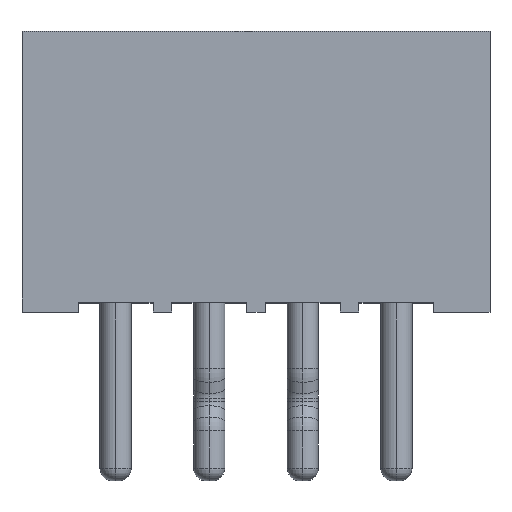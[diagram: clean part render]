
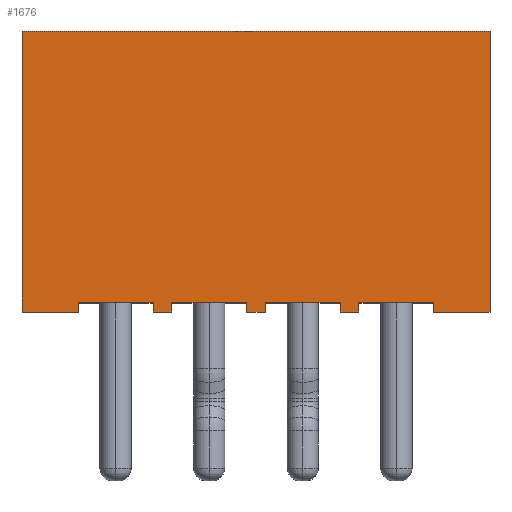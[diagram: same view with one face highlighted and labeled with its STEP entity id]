
A CAD part, top view. The second image highlights one B-rep face of the part: STEP entity #1676.
In plain terms, the highlighted planar face has unit normal (0, 0, 1).
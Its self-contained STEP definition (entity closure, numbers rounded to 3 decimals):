
#19 = DIRECTION ( 'NONE',  ( 0., 0., -1. ) ) ;
#32 = DIRECTION ( 'NONE',  ( 0., 1., 0. ) ) ;
#76 = ORIENTED_EDGE ( 'NONE', *, *, #2547, .T. ) ;
#79 = DIRECTION ( 'NONE',  ( 1., 0., 0. ) ) ;
#97 = DIRECTION ( 'NONE',  ( 1., 0., 0. ) ) ;
#114 = LINE ( 'NONE', #2201, #1459 ) ;
#136 = ORIENTED_EDGE ( 'NONE', *, *, #234, .F. ) ;
#138 = LINE ( 'NONE', #1745, #144 ) ;
#144 = VECTOR ( 'NONE', #165, 1000. ) ;
#146 = VECTOR ( 'NONE', #485, 1000. ) ;
#165 = DIRECTION ( 'NONE',  ( 1., 0., 0. ) ) ;
#166 = VERTEX_POINT ( 'NONE', #2263 ) ;
#185 = VERTEX_POINT ( 'NONE', #2507 ) ;
#198 = LINE ( 'NONE', #2948, #724 ) ;
#222 = DIRECTION ( 'NONE',  ( 1., 0., 0. ) ) ;
#234 = EDGE_CURVE ( 'NONE', #1998, #289, #1637, .T. ) ;
#238 = VECTOR ( 'NONE', #2395, 1000. ) ;
#289 = VERTEX_POINT ( 'NONE', #508 ) ;
#329 = CARTESIAN_POINT ( 'NONE',  ( -0.6, 4.5, 1.75 ) ) ;
#341 = EDGE_CURVE ( 'NONE', #839, #2647, #138, .T. ) ;
#381 = ORIENTED_EDGE ( 'NONE', *, *, #889, .T. ) ;
#398 = VERTEX_POINT ( 'NONE', #1034 ) ;
#485 = DIRECTION ( 'NONE',  ( 0., -1., 0. ) ) ;
#508 = CARTESIAN_POINT ( 'NONE',  ( 4.5, 4.5, 1.75 ) ) ;
#534 = DIRECTION ( 'NONE',  ( 1., 0., 0. ) ) ;
#592 = CARTESIAN_POINT ( 'NONE',  ( 3.6, 0.15, 1.75 ) ) ;
#594 = VERTEX_POINT ( 'NONE', #2257 ) ;
#602 = EDGE_CURVE ( 'NONE', #825, #2671, #1634, .T. ) ;
#615 = ORIENTED_EDGE ( 'NONE', *, *, #2872, .T. ) ;
#618 = CARTESIAN_POINT ( 'NONE',  ( -0.6, 0.15, 1.75 ) ) ;
#651 = CARTESIAN_POINT ( 'NONE',  ( 3.6, 4.5, 1.75 ) ) ;
#661 = EDGE_CURVE ( 'NONE', #799, #2815, #2378, .T. ) ;
#670 = CARTESIAN_POINT ( 'NONE',  ( -3., 0., 1.75 ) ) ;
#684 = DIRECTION ( 'NONE',  ( 0., -1., 0. ) ) ;
#685 = ORIENTED_EDGE ( 'NONE', *, *, #853, .T. ) ;
#724 = VECTOR ( 'NONE', #884, 1000. ) ;
#729 = VERTEX_POINT ( 'NONE', #2130 ) ;
#787 = ORIENTED_EDGE ( 'NONE', *, *, #2137, .T. ) ;
#789 = EDGE_CURVE ( 'NONE', #594, #1139, #873, .T. ) ;
#799 = VERTEX_POINT ( 'NONE', #2463 ) ;
#807 = CARTESIAN_POINT ( 'NONE',  ( 2.1, 0.15, 1.75 ) ) ;
#825 = VERTEX_POINT ( 'NONE', #2494 ) ;
#839 = VERTEX_POINT ( 'NONE', #2015 ) ;
#843 = CARTESIAN_POINT ( 'NONE',  ( 4.5, 0., 1.75 ) ) ;
#853 = EDGE_CURVE ( 'NONE', #1435, #185, #2918, .T. ) ;
#858 = LINE ( 'NONE', #2229, #905 ) ;
#873 = LINE ( 'NONE', #1595, #1050 ) ;
#876 = VERTEX_POINT ( 'NONE', #1474 ) ;
#884 = DIRECTION ( 'NONE',  ( 0., -1., 0. ) ) ;
#889 = EDGE_CURVE ( 'NONE', #166, #1044, #931, .T. ) ;
#899 = CARTESIAN_POINT ( 'NONE',  ( 0.6, 4.5, 1.75 ) ) ;
#901 = CARTESIAN_POINT ( 'NONE',  ( 2.4, 4.5, 1.75 ) ) ;
#905 = VECTOR ( 'NONE', #1103, 1000. ) ;
#931 = LINE ( 'NONE', #329, #238 ) ;
#958 = DIRECTION ( 'NONE',  ( 1., 0., 0. ) ) ;
#980 = LINE ( 'NONE', #2843, #2663 ) ;
#1005 = VECTOR ( 'NONE', #1163, 1000. ) ;
#1015 = LINE ( 'NONE', #2643, #1947 ) ;
#1029 = LINE ( 'NONE', #1923, #1269 ) ;
#1034 = CARTESIAN_POINT ( 'NONE',  ( 2.4, 0., 1.75 ) ) ;
#1044 = VERTEX_POINT ( 'NONE', #618 ) ;
#1050 = VECTOR ( 'NONE', #2693, 1000. ) ;
#1103 = DIRECTION ( 'NONE',  ( 1., 0., 0. ) ) ;
#1113 = CARTESIAN_POINT ( 'NONE',  ( -1.5, 0., 1.75 ) ) ;
#1139 = VERTEX_POINT ( 'NONE', #2574 ) ;
#1163 = DIRECTION ( 'NONE',  ( 1., 0., 0. ) ) ;
#1188 = CARTESIAN_POINT ( 'NONE',  ( -1.5, 0.15, 1.75 ) ) ;
#1190 = ORIENTED_EDGE ( 'NONE', *, *, #2231, .T. ) ;
#1269 = VECTOR ( 'NONE', #1468, 1000. ) ;
#1342 = EDGE_CURVE ( 'NONE', #2815, #729, #198, .T. ) ;
#1349 = VECTOR ( 'NONE', #1410, 1000. ) ;
#1372 = ORIENTED_EDGE ( 'NONE', *, *, #341, .T. ) ;
#1410 = DIRECTION ( 'NONE',  ( 1., 0., 0. ) ) ;
#1416 = CARTESIAN_POINT ( 'NONE',  ( -3., 4.5, 1.75 ) ) ;
#1425 = CARTESIAN_POINT ( 'NONE',  ( -3., 4.5, 1.75 ) ) ;
#1435 = VERTEX_POINT ( 'NONE', #1911 ) ;
#1459 = VECTOR ( 'NONE', #534, 1000. ) ;
#1468 = DIRECTION ( 'NONE',  ( 0., 1., 0. ) ) ;
#1474 = CARTESIAN_POINT ( 'NONE',  ( -2.1, 0.15, 1.75 ) ) ;
#1481 = EDGE_CURVE ( 'NONE', #398, #839, #2965, .T. ) ;
#1493 = DIRECTION ( 'NONE',  ( 0., -1., 0. ) ) ;
#1536 = ORIENTED_EDGE ( 'NONE', *, *, #2955, .F. ) ;
#1581 = PLANE ( 'NONE',  #2128 ) ;
#1595 = CARTESIAN_POINT ( 'NONE',  ( -0.9, 4.5, 1.75 ) ) ;
#1600 = VECTOR ( 'NONE', #684, 1000. ) ;
#1616 = ORIENTED_EDGE ( 'NONE', *, *, #789, .T. ) ;
#1632 = DIRECTION ( 'NONE',  ( -1., 0., 0. ) ) ;
#1634 = LINE ( 'NONE', #2824, #2555 ) ;
#1637 = LINE ( 'NONE', #1416, #2020 ) ;
#1650 = VECTOR ( 'NONE', #958, 1000. ) ;
#1674 = CARTESIAN_POINT ( 'NONE',  ( -3., 0.15, 1.75 ) ) ;
#1675 = CARTESIAN_POINT ( 'NONE',  ( -3., 4.5, 1.75 ) ) ;
#1676 = ADVANCED_FACE ( 'NONE', ( #2484 ), #1581, .F. ) ;
#1700 = CARTESIAN_POINT ( 'NONE',  ( 0.9, 0., 1.75 ) ) ;
#1712 = DIRECTION ( 'NONE',  ( 1., 0., 0. ) ) ;
#1745 = CARTESIAN_POINT ( 'NONE',  ( -1.5, 0.15, 1.75 ) ) ;
#1750 = VECTOR ( 'NONE', #32, 1000. ) ;
#1798 = DIRECTION ( 'NONE',  ( 0., 1., 0. ) ) ;
#1810 = LINE ( 'NONE', #2017, #2700 ) ;
#1846 = ORIENTED_EDGE ( 'NONE', *, *, #2544, .T. ) ;
#1901 = VECTOR ( 'NONE', #222, 1000. ) ;
#1910 = ORIENTED_EDGE ( 'NONE', *, *, #602, .T. ) ;
#1911 = CARTESIAN_POINT ( 'NONE',  ( 0.6, 0.15, 1.75 ) ) ;
#1923 = CARTESIAN_POINT ( 'NONE',  ( -3., 4.5, 1.75 ) ) ;
#1947 = VECTOR ( 'NONE', #1493, 1000. ) ;
#1998 = VERTEX_POINT ( 'NONE', #1675 ) ;
#2015 = CARTESIAN_POINT ( 'NONE',  ( 2.4, 0.15, 1.75 ) ) ;
#2017 = CARTESIAN_POINT ( 'NONE',  ( -2.1, 4.5, 1.75 ) ) ;
#2020 = VECTOR ( 'NONE', #97, 1000. ) ;
#2091 = CARTESIAN_POINT ( 'NONE',  ( -2.1, 0., 1.75 ) ) ;
#2099 = ORIENTED_EDGE ( 'NONE', *, *, #1342, .T. ) ;
#2128 = AXIS2_PLACEMENT_3D ( 'NONE', #1425, #19, #1632 ) ;
#2130 = CARTESIAN_POINT ( 'NONE',  ( 2.1, 0., 1.75 ) ) ;
#2137 = EDGE_CURVE ( 'NONE', #2428, #799, #2752, .T. ) ;
#2166 = VERTEX_POINT ( 'NONE', #2091 ) ;
#2182 = ORIENTED_EDGE ( 'NONE', *, *, #2489, .F. ) ;
#2201 = CARTESIAN_POINT ( 'NONE',  ( -3., 0.15, 1.75 ) ) ;
#2229 = CARTESIAN_POINT ( 'NONE',  ( -3., 0., 1.75 ) ) ;
#2231 = EDGE_CURVE ( 'NONE', #2670, #2166, #2680, .T. ) ;
#2241 = CARTESIAN_POINT ( 'NONE',  ( 0.9, 4.5, 1.75 ) ) ;
#2257 = CARTESIAN_POINT ( 'NONE',  ( -0.9, 0.15, 1.75 ) ) ;
#2263 = CARTESIAN_POINT ( 'NONE',  ( -0.6, 0., 1.75 ) ) ;
#2267 = LINE ( 'NONE', #1113, #1005 ) ;
#2287 = EDGE_CURVE ( 'NONE', #1139, #166, #980, .T. ) ;
#2301 = ORIENTED_EDGE ( 'NONE', *, *, #2287, .T. ) ;
#2378 = LINE ( 'NONE', #1188, #1349 ) ;
#2395 = DIRECTION ( 'NONE',  ( 0., 1., 0. ) ) ;
#2428 = VERTEX_POINT ( 'NONE', #1700 ) ;
#2463 = CARTESIAN_POINT ( 'NONE',  ( 0.9, 0.15, 1.75 ) ) ;
#2464 = EDGE_CURVE ( 'NONE', #876, #594, #114, .T. ) ;
#2484 = FACE_OUTER_BOUND ( 'NONE', #2892, .T. ) ;
#2489 = EDGE_CURVE ( 'NONE', #2670, #1998, #1029, .T. ) ;
#2494 = CARTESIAN_POINT ( 'NONE',  ( 3.6, 0., 1.75 ) ) ;
#2507 = CARTESIAN_POINT ( 'NONE',  ( 0.6, 0., 1.75 ) ) ;
#2544 = EDGE_CURVE ( 'NONE', #2166, #876, #1810, .T. ) ;
#2547 = EDGE_CURVE ( 'NONE', #185, #2428, #858, .T. ) ;
#2555 = VECTOR ( 'NONE', #79, 1000. ) ;
#2574 = CARTESIAN_POINT ( 'NONE',  ( -0.9, 0., 1.75 ) ) ;
#2586 = ORIENTED_EDGE ( 'NONE', *, *, #2464, .T. ) ;
#2643 = CARTESIAN_POINT ( 'NONE',  ( 4.5, 4.5, 1.75 ) ) ;
#2647 = VERTEX_POINT ( 'NONE', #592 ) ;
#2663 = VECTOR ( 'NONE', #1712, 1000. ) ;
#2670 = VERTEX_POINT ( 'NONE', #2909 ) ;
#2671 = VERTEX_POINT ( 'NONE', #843 ) ;
#2680 = LINE ( 'NONE', #670, #1901 ) ;
#2692 = EDGE_CURVE ( 'NONE', #1044, #1435, #2826, .T. ) ;
#2693 = DIRECTION ( 'NONE',  ( 0., -1., 0. ) ) ;
#2700 = VECTOR ( 'NONE', #1798, 1000. ) ;
#2717 = ORIENTED_EDGE ( 'NONE', *, *, #2692, .T. ) ;
#2743 = ORIENTED_EDGE ( 'NONE', *, *, #661, .T. ) ;
#2752 = LINE ( 'NONE', #2241, #2757 ) ;
#2757 = VECTOR ( 'NONE', #2899, 1000. ) ;
#2815 = VERTEX_POINT ( 'NONE', #807 ) ;
#2824 = CARTESIAN_POINT ( 'NONE',  ( -1.5, 0., 1.75 ) ) ;
#2826 = LINE ( 'NONE', #1674, #1650 ) ;
#2843 = CARTESIAN_POINT ( 'NONE',  ( -3., 0., 1.75 ) ) ;
#2866 = ORIENTED_EDGE ( 'NONE', *, *, #2914, .T. ) ;
#2872 = EDGE_CURVE ( 'NONE', #729, #398, #2267, .T. ) ;
#2892 = EDGE_LOOP ( 'NONE', ( #615, #2907, #1372, #2866, #1910, #1536, #136, #2182, #1190, #1846, #2586, #1616, #2301, #381, #2717, #685, #76, #787, #2743, #2099 ) ) ;
#2899 = DIRECTION ( 'NONE',  ( 0., 1., 0. ) ) ;
#2907 = ORIENTED_EDGE ( 'NONE', *, *, #1481, .T. ) ;
#2909 = CARTESIAN_POINT ( 'NONE',  ( -3., 0., 1.75 ) ) ;
#2914 = EDGE_CURVE ( 'NONE', #2647, #825, #2944, .T. ) ;
#2918 = LINE ( 'NONE', #899, #146 ) ;
#2944 = LINE ( 'NONE', #651, #1600 ) ;
#2948 = CARTESIAN_POINT ( 'NONE',  ( 2.1, 4.5, 1.75 ) ) ;
#2955 = EDGE_CURVE ( 'NONE', #289, #2671, #1015, .T. ) ;
#2965 = LINE ( 'NONE', #901, #1750 ) ;
